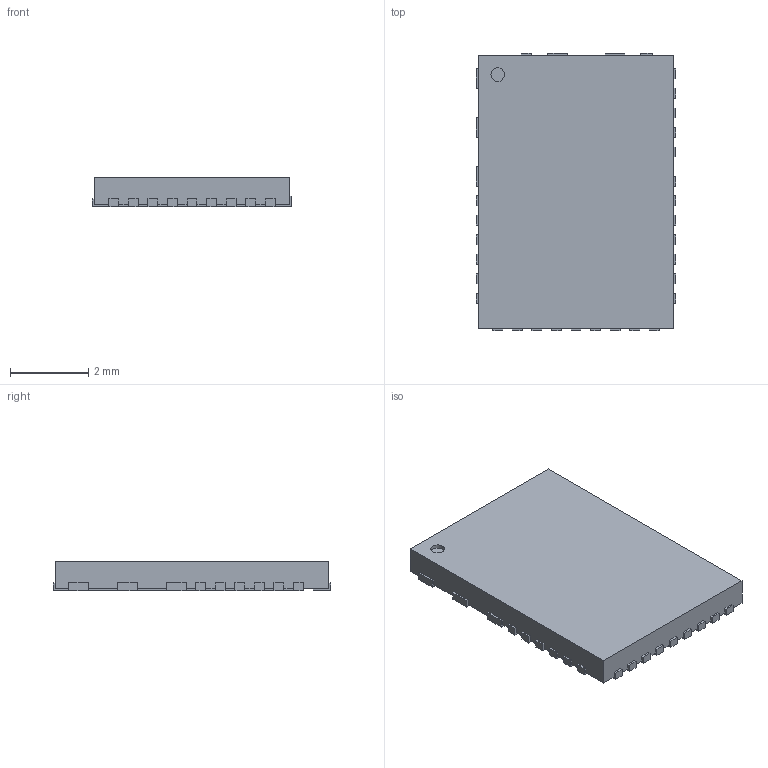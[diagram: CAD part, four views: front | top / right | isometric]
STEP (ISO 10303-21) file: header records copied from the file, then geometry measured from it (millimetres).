
FILE_DESCRIPTION(('HOOPS Exchange Step'),'2;1');
FILE_NAME('export-815323E2-45BF-4A07-89A4-49157209EEDE.stp','2022-10-01T23:33:39+17:00',('Daxxn'),('Alibre'),'HOOPS Exchange 2022.0','Alibre','Unknown authorisation');
FILE_SCHEMA( ('AP242_MANAGED_MODEL_BASED_3D_ENGINEERING_MIM_LF {1 0 10303 442 1 1 4 }') );
Length unit declared in the file: centimetre
Products named in the file (1): PowerPAK_MLP34-57
Bounding box: 5.1 x 7.1 x 0.75 mm (x, y, z)
Volume: 25.7 mm3; surface area: 92.5 mm2
Topology: 1 solids, 1 shells, 218 faces, 647 edges, 432 vertices
Faces by surface type: plane 217, cylinder 1
Full cylindrical faces by diameter (mm): 0.35 x1
Entity records: 7212 total; most frequent: CARTESIAN_POINT 1299, ORIENTED_EDGE 1294, DIRECTION 1091, EDGE_CURVE 647, VECTOR 643, LINE 643, VERTEX_POINT 432, AXIS2_PLACEMENT_3D 224
